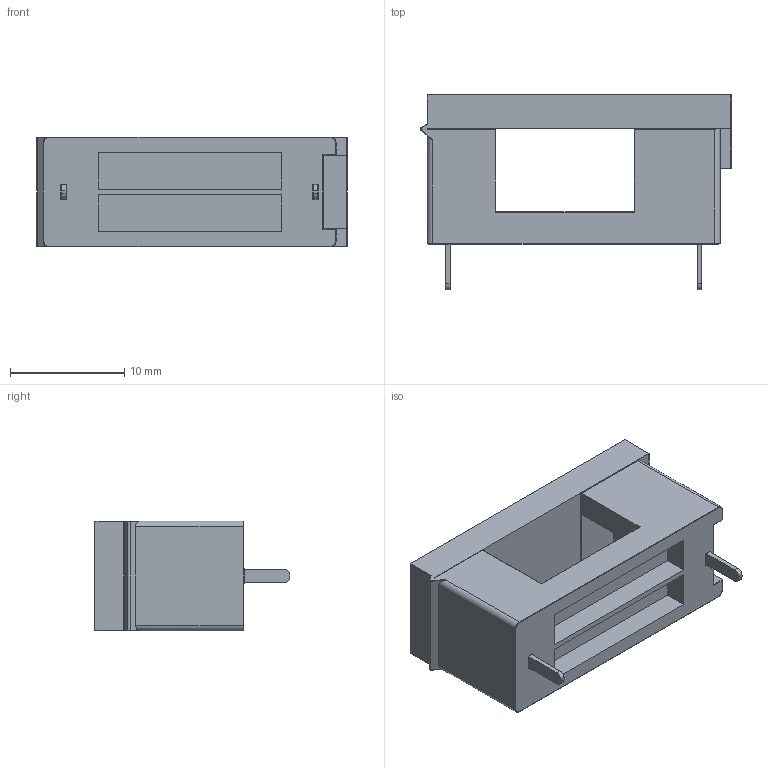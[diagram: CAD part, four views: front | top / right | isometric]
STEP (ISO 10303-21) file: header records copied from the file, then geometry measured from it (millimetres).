
FILE_DESCRIPTION (( 'STEP AP214' ), '1' );
FILE_NAME ('51BBBAE4-9CC2-484B-846E-8C544384DE7A.STEP', '2024-11-02T16:36:57', ( '' ), ( '' ), 'SwSTEP 2.0', 'SolidWorks 2022', '' );
FILE_SCHEMA (( 'AUTOMOTIVE_DESIGN' ));
Length unit declared in the file: millimetre
Products named in the file (1): 51BBBAE4-9CC2-484B-846E-8C544384DE7A
Bounding box: 27.18 x 17.07 x 9.6 mm (x, y, z)
Volume: 1929 mm3; surface area: 2005.7 mm2
Topology: 1 solids, 1 shells, 195 faces, 492 edges, 308 vertices
Faces by surface type: plane 114, cylinder 52, bspline 16, torus 9, sphere 4
Entity records: 6564 total; most frequent: CARTESIAN_POINT 1798, ORIENTED_EDGE 976, DIRECTION 863, EDGE_CURVE 488, LINE 357, VECTOR 357, VERTEX_POINT 308, AXIS2_PLACEMENT_3D 253
